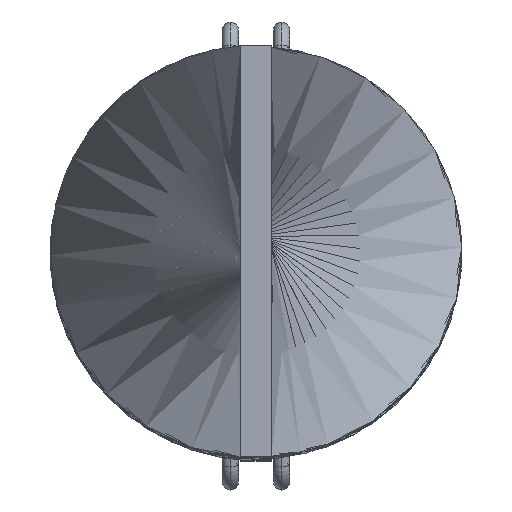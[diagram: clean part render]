
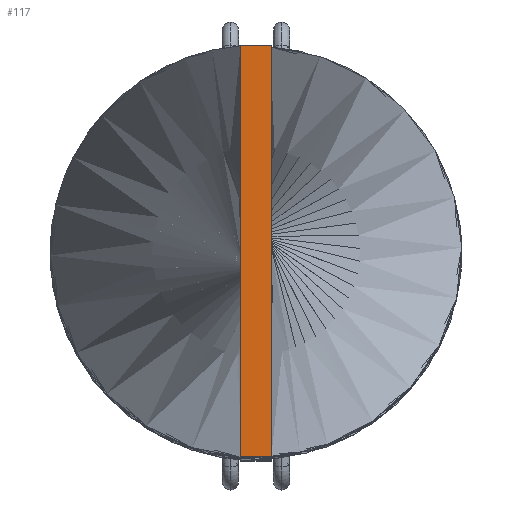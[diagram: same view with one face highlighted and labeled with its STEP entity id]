
A CAD part, top view. The second image highlights one B-rep face of the part: STEP entity #117.
In plain terms, the highlighted planar face has unit normal (0, 0, 1).
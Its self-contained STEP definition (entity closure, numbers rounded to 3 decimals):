
#39 = EDGE_CURVE ( 'NONE', #2826, #3494, #890, .T. ) ;
#117 = ADVANCED_FACE ( 'NONE', ( #185 ), #4236, .T. ) ;
#185 = FACE_OUTER_BOUND ( 'NONE', #1577, .T. ) ;
#223 = CARTESIAN_POINT ( 'NONE',  ( -0.75, 10., 150. ) ) ;
#272 = CARTESIAN_POINT ( 'NONE',  ( -0.75, 10., 150. ) ) ;
#454 = CARTESIAN_POINT ( 'NONE',  ( 0.75, 10., 150. ) ) ;
#480 = VECTOR ( 'NONE', #1166, 1000. ) ;
#566 = VECTOR ( 'NONE', #3104, 1000. ) ;
#700 = VECTOR ( 'NONE', #1271, 1000. ) ;
#726 = CARTESIAN_POINT ( 'NONE',  ( -0.75, -10., 150. ) ) ;
#890 = LINE ( 'NONE', #2154, #480 ) ;
#988 = EDGE_CURVE ( 'NONE', #2690, #3453, #4034, .T. ) ;
#1103 = EDGE_CURVE ( 'NONE', #3453, #2826, #1117, .T. ) ;
#1117 = LINE ( 'NONE', #2131, #2394 ) ;
#1166 = DIRECTION ( 'NONE',  ( 0., 1., 0. ) ) ;
#1205 = DIRECTION ( 'NONE',  ( 0., 0., 1. ) ) ;
#1271 = DIRECTION ( 'NONE',  ( 0., -1., 0. ) ) ;
#1315 = CARTESIAN_POINT ( 'NONE',  ( 0.75, -10., 150. ) ) ;
#1449 = DIRECTION ( 'NONE',  ( 1., 0., 0. ) ) ;
#1577 = EDGE_LOOP ( 'NONE', ( #1641, #2941, #2068, #3273 ) ) ;
#1641 = ORIENTED_EDGE ( 'NONE', *, *, #3088, .T. ) ;
#2068 = ORIENTED_EDGE ( 'NONE', *, *, #1103, .T. ) ;
#2131 = CARTESIAN_POINT ( 'NONE',  ( -0.75, -10., 150. ) ) ;
#2154 = CARTESIAN_POINT ( 'NONE',  ( 0.75, -10., 150. ) ) ;
#2158 = CARTESIAN_POINT ( 'NONE',  ( 0.75, 10., 150. ) ) ;
#2394 = VECTOR ( 'NONE', #1449, 1000. ) ;
#2527 = CARTESIAN_POINT ( 'NONE',  ( 0., 0., 150. ) ) ;
#2690 = VERTEX_POINT ( 'NONE', #223 ) ;
#2826 = VERTEX_POINT ( 'NONE', #1315 ) ;
#2941 = ORIENTED_EDGE ( 'NONE', *, *, #988, .T. ) ;
#3088 = EDGE_CURVE ( 'NONE', #3494, #2690, #3510, .T. ) ;
#3104 = DIRECTION ( 'NONE',  ( -1., 0., 0. ) ) ;
#3273 = ORIENTED_EDGE ( 'NONE', *, *, #39, .T. ) ;
#3453 = VERTEX_POINT ( 'NONE', #726 ) ;
#3494 = VERTEX_POINT ( 'NONE', #2158 ) ;
#3510 = LINE ( 'NONE', #454, #566 ) ;
#3903 = DIRECTION ( 'NONE',  ( 1., 0., 0. ) ) ;
#4034 = LINE ( 'NONE', #272, #700 ) ;
#4094 = AXIS2_PLACEMENT_3D ( 'NONE', #2527, #1205, #3903 ) ;
#4236 = PLANE ( 'NONE',  #4094 ) ;
